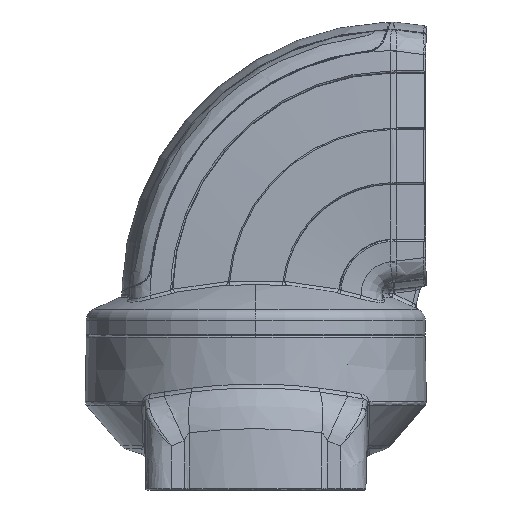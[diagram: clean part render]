
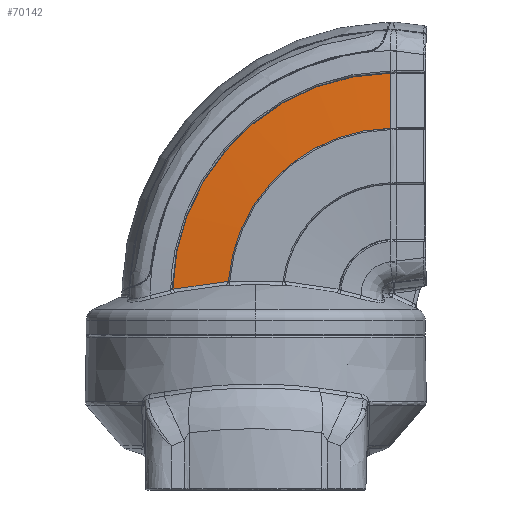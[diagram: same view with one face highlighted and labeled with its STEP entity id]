
A CAD part, front view. The second image highlights one B-rep face of the part: STEP entity #70142.
In plain terms, the highlighted toroidal (fillet/blend) face has major radius 40.729 mm and minor radius 242.294 mm.
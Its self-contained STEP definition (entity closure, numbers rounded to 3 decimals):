
#1735 = CIRCLE ( 'NONE', #98260, 48.965 ) ;
#1954 = ORIENTED_EDGE ( 'NONE', *, *, #28274, .T. ) ;
#3480 = CARTESIAN_POINT ( 'NONE',  ( 29.274, -31.981, 120.814 ) ) ;
#3732 = VERTEX_POINT ( 'NONE', #23644 ) ;
#5108 = CARTESIAN_POINT ( 'NONE',  ( 29.271, -30.879, 137.083 ) ) ;
#5665 = CARTESIAN_POINT ( 'NONE',  ( 29.272, -31.5, 130.977 ) ) ;
#7670 = B_SPLINE_CURVE_WITH_KNOTS ( 'NONE', 3,
 ( #60863, #61259, #5665, #10057 ),
 .UNSPECIFIED., .F., .F.,
 ( 4, 4 ),
 ( 0., 1. ),
 .UNSPECIFIED. ) ;
#8848 = CARTESIAN_POINT ( 'NONE',  ( -18.596, -31.981, 75.642 ) ) ;
#10057 = CARTESIAN_POINT ( 'NONE',  ( 29.271, -30.879, 137.083 ) ) ;
#12583 = DIRECTION ( 'NONE',  ( 0., 1., 0. ) ) ;
#15355 = CIRCLE ( 'NONE', #29531, 65.231 ) ;
#20681 = EDGE_LOOP ( 'NONE', ( #78603, #27687, #63166, #1954, #91108, #66529 ) ) ;
#23644 = CARTESIAN_POINT ( 'NONE',  ( -34.986, -30.879, 73.305 ) ) ;
#24658 = AXIS2_PLACEMENT_3D ( 'NONE', #84721, #86321, #85126 ) ;
#25866 = B_SPLINE_CURVE_WITH_KNOTS ( 'NONE', 3,
 ( #8848, #45719, #27997, #36457 ),
 .UNSPECIFIED., .F., .F.,
 ( 4, 4 ),
 ( 0.001, 0.001 ),
 .UNSPECIFIED. ) ;
#26394 = CARTESIAN_POINT ( 'NONE',  ( -34.986, -30.879, 73.305 ) ) ;
#27602 = CARTESIAN_POINT ( 'NONE',  ( -24.107, -31.749, 75.157 ) ) ;
#27687 = ORIENTED_EDGE ( 'NONE', *, *, #70739, .T. ) ;
#27997 = CARTESIAN_POINT ( 'NONE',  ( -18.583, -31.981, 75.727 ) ) ;
#28274 = EDGE_CURVE ( 'NONE', #67877, #114307, #1735, .T. ) ;
#29531 = AXIS2_PLACEMENT_3D ( 'NONE', #50680, #12583, #115295 ) ;
#31542 = CARTESIAN_POINT ( 'NONE',  ( 29.274, -31.976, 120.959 ) ) ;
#36457 = CARTESIAN_POINT ( 'NONE',  ( -18.579, -31.981, 75.77 ) ) ;
#38437 = EDGE_CURVE ( 'NONE', #48688, #67877, #25866, .T. ) ;
#39918 = B_SPLINE_CURVE_WITH_KNOTS ( 'NONE', 3,
 ( #31542, #105408, #114762, #59086, #3480 ),
 .UNSPECIFIED., .F., .F.,
 ( 4, 1, 4 ),
 ( 0., 0.671, 1. ),
 .UNSPECIFIED. ) ;
#43421 = CARTESIAN_POINT ( 'NONE',  ( 29.274, -31.976, 120.959 ) ) ;
#44245 = EDGE_CURVE ( 'NONE', #97586, #114307, #39918, .T. ) ;
#44531 = CARTESIAN_POINT ( 'NONE',  ( -21.358, -31.888, 75.449 ) ) ;
#45039 = VERTEX_POINT ( 'NONE', #5108 ) ;
#45719 = CARTESIAN_POINT ( 'NONE',  ( -18.588, -31.981, 75.685 ) ) ;
#46061 = DIRECTION ( 'NONE',  ( 0., 1., 0. ) ) ;
#47258 = CARTESIAN_POINT ( 'NONE',  ( 30.229, -31.981, 71.858 ) ) ;
#48688 = VERTEX_POINT ( 'NONE', #62802 ) ;
#50676 = CARTESIAN_POINT ( 'NONE',  ( 29.274, -31.981, 120.814 ) ) ;
#50680 = CARTESIAN_POINT ( 'NONE',  ( 30.229, -30.879, 71.858 ) ) ;
#54093 = TOROIDAL_SURFACE ( 'NONE', #24658, 40.729, 242.294 ) ;
#59086 = CARTESIAN_POINT ( 'NONE',  ( 29.274, -31.981, 120.83 ) ) ;
#60863 = CARTESIAN_POINT ( 'NONE',  ( 29.274, -31.976, 120.959 ) ) ;
#61259 = CARTESIAN_POINT ( 'NONE',  ( 29.273, -31.816, 125.595 ) ) ;
#62802 = CARTESIAN_POINT ( 'NONE',  ( -18.596, -31.981, 75.642 ) ) ;
#63166 = ORIENTED_EDGE ( 'NONE', *, *, #38437, .T. ) ;
#63605 = CARTESIAN_POINT ( 'NONE',  ( -29.578, -31.38, 74.377 ) ) ;
#66529 = ORIENTED_EDGE ( 'NONE', *, *, #72475, .T. ) ;
#67877 = VERTEX_POINT ( 'NONE', #81543 ) ;
#70142 = ADVANCED_FACE ( 'NONE', ( #78810 ), #54093, .T. ) ;
#70739 = EDGE_CURVE ( 'NONE', #3732, #48688, #89258, .T. ) ;
#72475 = EDGE_CURVE ( 'NONE', #97586, #45039, #7670, .T. ) ;
#78603 = ORIENTED_EDGE ( 'NONE', *, *, #82837, .F. ) ;
#78810 = FACE_OUTER_BOUND ( 'NONE', #20681, .T. ) ;
#81543 = CARTESIAN_POINT ( 'NONE',  ( -18.579, -31.981, 75.77 ) ) ;
#82837 = EDGE_CURVE ( 'NONE', #3732, #45039, #15355, .T. ) ;
#83123 = CARTESIAN_POINT ( 'NONE',  ( -18.596, -31.981, 75.642 ) ) ;
#84721 = CARTESIAN_POINT ( 'NONE',  ( 30.229, 210.173, 71.858 ) ) ;
#85126 = DIRECTION ( 'NONE',  ( -1., 0., 0. ) ) ;
#86321 = DIRECTION ( 'NONE',  ( 0., -1., 0. ) ) ;
#89258 = B_SPLINE_CURVE_WITH_KNOTS ( 'NONE', 3,
 ( #26394, #101420, #63605, #27602, #44531, #83123 ),
 .UNSPECIFIED., .F., .F.,
 ( 4, 2, 4 ),
 ( 0., 0.008, 0.017 ),
 .UNSPECIFIED. ) ;
#91108 = ORIENTED_EDGE ( 'NONE', *, *, #44245, .F. ) ;
#97586 = VERTEX_POINT ( 'NONE', #43421 ) ;
#98260 = AXIS2_PLACEMENT_3D ( 'NONE', #47258, #46061, #111094 ) ;
#101420 = CARTESIAN_POINT ( 'NONE',  ( -32.293, -31.151, 73.89 ) ) ;
#105408 = CARTESIAN_POINT ( 'NONE',  ( 29.274, -31.977, 120.926 ) ) ;
#111094 = DIRECTION ( 'NONE',  ( 1., 0., 0. ) ) ;
#114307 = VERTEX_POINT ( 'NONE', #50676 ) ;
#114762 = CARTESIAN_POINT ( 'NONE',  ( 29.274, -31.979, 120.878 ) ) ;
#115295 = DIRECTION ( 'NONE',  ( 0., 0., 1. ) ) ;
